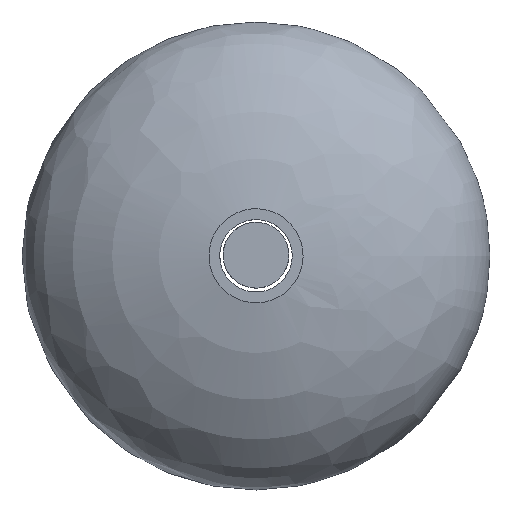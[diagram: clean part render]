
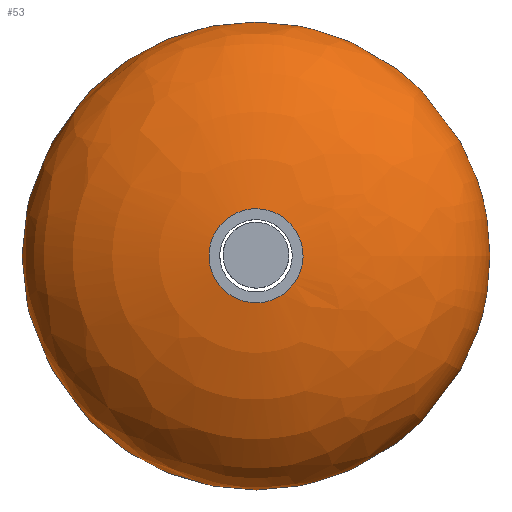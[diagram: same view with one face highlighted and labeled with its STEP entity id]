
A CAD part, top view. The second image highlights one B-rep face of the part: STEP entity #53.
In plain terms, the highlighted free-form (B-spline) face has degree [2, 3] with [9, 7] control points.
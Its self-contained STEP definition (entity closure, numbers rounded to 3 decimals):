
#53=ADVANCED_FACE('',(#66),#183,.T.);
#66=FACE_OUTER_BOUND('',#79,.T.);
#79=EDGE_LOOP('',(#101,#102,#103,#104));
#101=ORIENTED_EDGE('',*,*,#134,.F.);
#102=ORIENTED_EDGE('',*,*,#137,.T.);
#103=ORIENTED_EDGE('',*,*,#134,.T.);
#104=ORIENTED_EDGE('',*,*,#138,.F.);
#134=EDGE_CURVE('',#173,#172,#154,.T.);
#137=EDGE_CURVE('',#173,#173,#157,.T.);
#138=EDGE_CURVE('',#172,#172,#158,.T.);
#154=(
BOUNDED_CURVE()
B_SPLINE_CURVE(3,(#959,#960,#961,#962,#963,#964,#965),.UNSPECIFIED.,.F.,
 .F.)
B_SPLINE_CURVE_WITH_KNOTS((4,3,4),(-1599.406,-1374.295,
-1088.317),.UNSPECIFIED.)
CURVE()
GEOMETRIC_REPRESENTATION_ITEM()
RATIONAL_B_SPLINE_CURVE((1.,0.946,0.995,1.146,
0.933,0.888,1.))
REPRESENTATION_ITEM('')
);
#157=(
BOUNDED_CURVE()
B_SPLINE_CURVE(2,(#979,#980,#981,#982,#983,#984,#985,#986,#987),
 .UNSPECIFIED.,.T.,.F.)
B_SPLINE_CURVE_WITH_KNOTS((3,2,2,2,3),(0.,637.414,1274.829,
1912.243,2549.657),.UNSPECIFIED.)
CURVE()
GEOMETRIC_REPRESENTATION_ITEM()
RATIONAL_B_SPLINE_CURVE((1.,0.707,1.,0.707,1.,0.707,
1.,0.707,1.))
REPRESENTATION_ITEM('')
);
#158=(
BOUNDED_CURVE()
B_SPLINE_CURVE(2,(#988,#989,#990,#991,#992,#993,#994,#995,#996),
 .UNSPECIFIED.,.T.,.F.)
B_SPLINE_CURVE_WITH_KNOTS((3,2,2,2,3),(0.,637.414,1274.829,
1912.243,2549.657),.UNSPECIFIED.)
CURVE()
GEOMETRIC_REPRESENTATION_ITEM()
RATIONAL_B_SPLINE_CURVE((1.,0.707,1.,0.707,1.,0.707,
1.,0.707,1.))
REPRESENTATION_ITEM('')
);
#172=VERTEX_POINT('',#820);
#173=VERTEX_POINT('',#821);
#183=(
BOUNDED_SURFACE()
B_SPLINE_SURFACE(2,3,((#682,#683,#684,#685,#686,#687,#688),(#689,#690,#691,
#692,#693,#694,#695),(#696,#697,#698,#699,#700,#701,#702),(#703,#704,#705,
#706,#707,#708,#709),(#710,#711,#712,#713,#714,#715,#716),(#717,#718,#719,
#720,#721,#722,#723),(#724,#725,#726,#727,#728,#729,#730),(#731,#732,#733,
#734,#735,#736,#737),(#738,#739,#740,#741,#742,#743,#744)),
 .UNSPECIFIED.,.T.,.F.,.F.)
B_SPLINE_SURFACE_WITH_KNOTS((3,2,2,2,3),(4,3,4),(0.,637.414,1274.829,
1912.243,2549.657),(-1599.406,-1374.295,
-1088.317),.UNSPECIFIED.)
GEOMETRIC_REPRESENTATION_ITEM()
RATIONAL_B_SPLINE_SURFACE(((1.,0.946,0.995,1.146,
0.953,0.927,1.067),(0.707,
0.669,0.703,0.811,0.674,
0.655,0.754),(1.,0.946,0.995,
1.146,0.953,0.927,1.067),
(0.707,0.669,0.703,0.811,
0.674,0.655,0.754),(1.,0.946,
0.995,1.146,0.953,0.927,
1.067),(0.707,0.669,0.703,
0.811,0.674,0.655,0.754),
(1.,0.946,0.995,1.146,0.953,
0.927,1.067),(0.707,0.669,
0.703,0.811,0.674,0.655,
0.754),(1.,0.946,0.995,1.146,
0.953,0.927,1.067)))
REPRESENTATION_ITEM('')
SURFACE()
);
#682=CARTESIAN_POINT('',(191.699,0.,0.));
#683=CARTESIAN_POINT('',(330.585,0.,39.8));
#684=CARTESIAN_POINT('',(406.184,0.,111.508));
#685=CARTESIAN_POINT('',(406.184,0.,191.7));
#686=CARTESIAN_POINT('',(406.184,0.,297.964));
#687=CARTESIAN_POINT('',(281.693,0.,382.723));
#688=CARTESIAN_POINT('',(81.661,0.,404.7));
#689=CARTESIAN_POINT('',(191.699,191.699,0.));
#690=CARTESIAN_POINT('',(330.585,330.585,39.8));
#691=CARTESIAN_POINT('',(406.184,406.184,111.508));
#692=CARTESIAN_POINT('',(406.184,406.184,191.7));
#693=CARTESIAN_POINT('',(406.184,406.184,297.964));
#694=CARTESIAN_POINT('',(281.693,281.693,382.723));
#695=CARTESIAN_POINT('',(81.661,81.661,404.7));
#696=CARTESIAN_POINT('',(0.,191.699,0.));
#697=CARTESIAN_POINT('',(0.,330.585,39.8));
#698=CARTESIAN_POINT('',(0.,406.184,111.508));
#699=CARTESIAN_POINT('',(0.,406.184,191.7));
#700=CARTESIAN_POINT('',(0.,406.184,297.964));
#701=CARTESIAN_POINT('',(0.,281.693,382.723));
#702=CARTESIAN_POINT('',(0.,81.661,404.7));
#703=CARTESIAN_POINT('',(-191.699,191.699,0.));
#704=CARTESIAN_POINT('',(-330.585,330.585,39.8));
#705=CARTESIAN_POINT('',(-406.184,406.184,111.508));
#706=CARTESIAN_POINT('',(-406.184,406.184,191.7));
#707=CARTESIAN_POINT('',(-406.184,406.184,297.964));
#708=CARTESIAN_POINT('',(-281.693,281.693,382.723));
#709=CARTESIAN_POINT('',(-81.661,81.661,404.7));
#710=CARTESIAN_POINT('',(-191.699,0.,0.));
#711=CARTESIAN_POINT('',(-330.585,0.,39.8));
#712=CARTESIAN_POINT('',(-406.184,0.,111.508));
#713=CARTESIAN_POINT('',(-406.184,0.,191.7));
#714=CARTESIAN_POINT('',(-406.184,0.,297.964));
#715=CARTESIAN_POINT('',(-281.693,0.,382.723));
#716=CARTESIAN_POINT('',(-81.661,0.,404.7));
#717=CARTESIAN_POINT('',(-191.699,-191.699,0.));
#718=CARTESIAN_POINT('',(-330.585,-330.585,39.8));
#719=CARTESIAN_POINT('',(-406.184,-406.184,111.508));
#720=CARTESIAN_POINT('',(-406.184,-406.184,191.7));
#721=CARTESIAN_POINT('',(-406.184,-406.184,297.964));
#722=CARTESIAN_POINT('',(-281.693,-281.693,382.723));
#723=CARTESIAN_POINT('',(-81.661,-81.661,404.7));
#724=CARTESIAN_POINT('',(0.,-191.699,0.));
#725=CARTESIAN_POINT('',(0.,-330.585,39.8));
#726=CARTESIAN_POINT('',(0.,-406.184,111.508));
#727=CARTESIAN_POINT('',(0.,-406.184,191.7));
#728=CARTESIAN_POINT('',(0.,-406.184,297.964));
#729=CARTESIAN_POINT('',(0.,-281.693,382.723));
#730=CARTESIAN_POINT('',(0.,-81.661,404.7));
#731=CARTESIAN_POINT('',(191.699,-191.699,0.));
#732=CARTESIAN_POINT('',(330.585,-330.585,39.8));
#733=CARTESIAN_POINT('',(406.184,-406.184,111.508));
#734=CARTESIAN_POINT('',(406.184,-406.184,191.7));
#735=CARTESIAN_POINT('',(406.184,-406.184,297.964));
#736=CARTESIAN_POINT('',(281.693,-281.693,382.723));
#737=CARTESIAN_POINT('',(81.661,-81.661,404.7));
#738=CARTESIAN_POINT('',(191.699,0.,0.));
#739=CARTESIAN_POINT('',(330.585,0.,39.8));
#740=CARTESIAN_POINT('',(406.184,0.,111.508));
#741=CARTESIAN_POINT('',(406.184,0.,191.7));
#742=CARTESIAN_POINT('',(406.184,0.,297.964));
#743=CARTESIAN_POINT('',(281.693,0.,382.723));
#744=CARTESIAN_POINT('',(81.661,0.,404.7));
#820=CARTESIAN_POINT('',(81.661,0.,404.7));
#821=CARTESIAN_POINT('',(191.699,0.,0.));
#959=CARTESIAN_POINT('',(191.699,0.,0.));
#960=CARTESIAN_POINT('',(330.585,0.,39.8));
#961=CARTESIAN_POINT('',(406.184,0.,111.508));
#962=CARTESIAN_POINT('',(406.184,0.,191.7));
#963=CARTESIAN_POINT('',(406.184,0.,297.964));
#964=CARTESIAN_POINT('',(281.693,0.,382.723));
#965=CARTESIAN_POINT('',(81.661,0.,404.7));
#979=CARTESIAN_POINT('',(191.699,0.,0.));
#980=CARTESIAN_POINT('',(191.699,191.699,0.));
#981=CARTESIAN_POINT('',(0.,191.699,0.));
#982=CARTESIAN_POINT('',(-191.699,191.699,0.));
#983=CARTESIAN_POINT('',(-191.699,0.,0.));
#984=CARTESIAN_POINT('',(-191.699,-191.699,0.));
#985=CARTESIAN_POINT('',(0.,-191.699,0.));
#986=CARTESIAN_POINT('',(191.699,-191.699,0.));
#987=CARTESIAN_POINT('',(191.699,0.,0.));
#988=CARTESIAN_POINT('',(81.661,0.,404.7));
#989=CARTESIAN_POINT('',(81.661,81.661,404.7));
#990=CARTESIAN_POINT('',(0.,81.661,404.7));
#991=CARTESIAN_POINT('',(-81.661,81.661,404.7));
#992=CARTESIAN_POINT('',(-81.661,0.,404.7));
#993=CARTESIAN_POINT('',(-81.661,-81.661,404.7));
#994=CARTESIAN_POINT('',(0.,-81.661,404.7));
#995=CARTESIAN_POINT('',(81.661,-81.661,404.7));
#996=CARTESIAN_POINT('',(81.661,0.,404.7));
